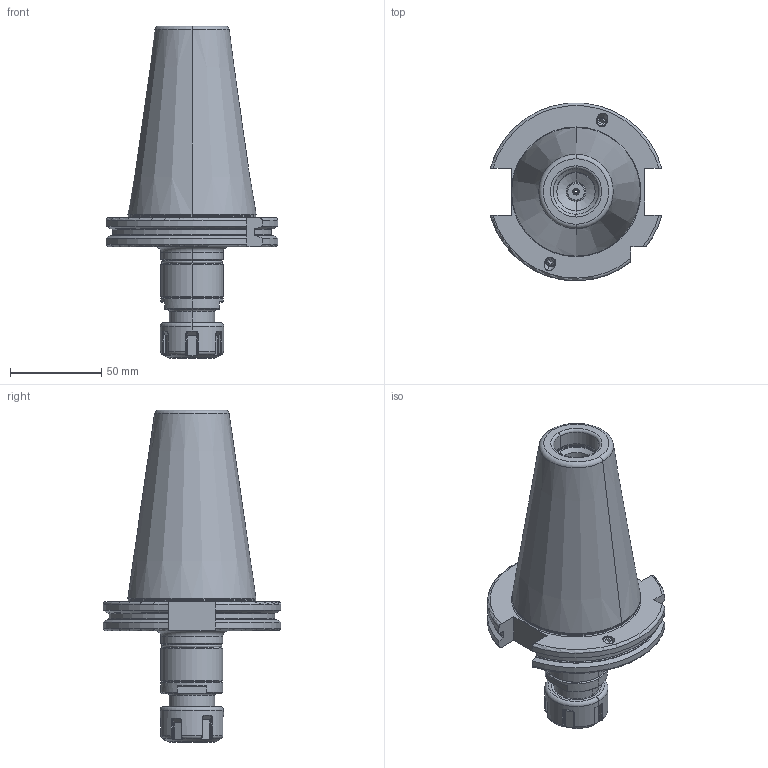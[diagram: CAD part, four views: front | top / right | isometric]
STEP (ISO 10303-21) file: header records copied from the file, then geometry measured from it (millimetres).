
FILE_DESCRIPTION((''),'2;1');
FILE_NAME('503_16_02_13','2020-09-23T',('104091'),(''),'CREO PARAMETRIC BY PTC INC, 2016260','CREO PARAMETRIC BY PTC INC, 2016260','');
FILE_SCHEMA(('CONFIG_CONTROL_DESIGN'));
Length unit declared in the file: millimetre
Products named in the file (1): 503_16_02_13
Bounding box: 94.05 x 97.31 x 181.75 mm (x, y, z)
Volume: 366643.6 mm3; surface area: 58189.1 mm2
Topology: 3 solids, 3 shells, 408 faces, 975 edges, 584 vertices
Faces by surface type: cylinder 101, plane 99, cone 72, bspline 62, torus 62, sphere 12
Entity records: 14828 total; most frequent: CARTESIAN_POINT 5814, ORIENTED_EDGE 1938, DIRECTION 1758, EDGE_CURVE 969, AXIS2_PLACEMENT_3D 692, VERTEX_POINT 584, EDGE_LOOP 435, FACE_OUTER_BOUND 408
